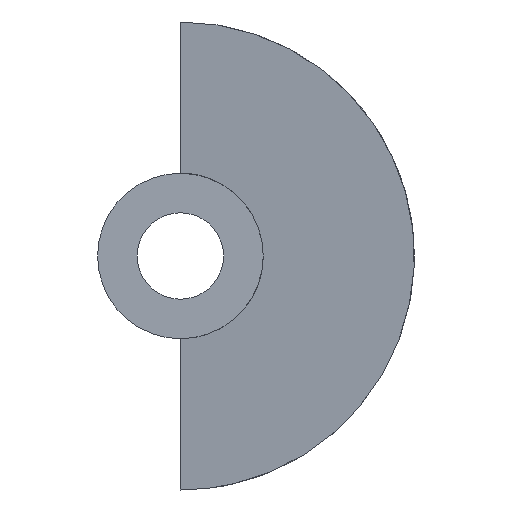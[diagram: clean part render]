
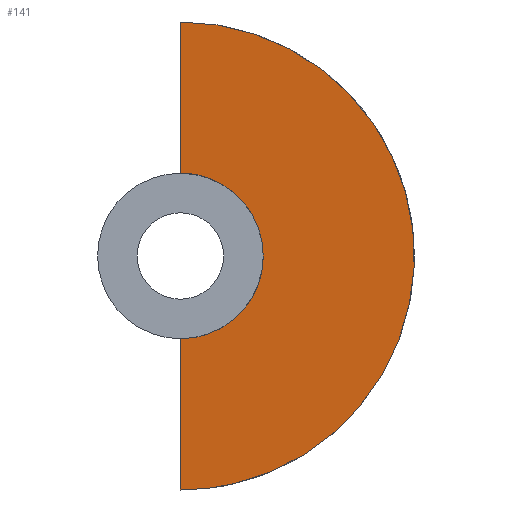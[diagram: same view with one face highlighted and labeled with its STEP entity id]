
A CAD part, left-side view. The second image highlights one B-rep face of the part: STEP entity #141.
In plain terms, the highlighted planar face has unit normal (-0.997, 0, -0.077).
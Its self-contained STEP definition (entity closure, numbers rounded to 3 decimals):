
#77=VERTEX_POINT('',#197);
#119=VERTEX_POINT('',#242);
#139=EDGE_CURVE('',#167,#119,#264,.T.);
#141=ADVANCED_FACE('',(#266),#267,.F.);
#143=EDGE_CURVE('',#171,#165,#269,.T.);
#155=EDGE_CURVE('',#77,#171,#283,.T.);
#163=EDGE_CURVE('',#119,#77,#291,.T.);
#165=VERTEX_POINT('',#293);
#167=VERTEX_POINT('',#295);
#171=VERTEX_POINT('',#299);
#173=EDGE_CURVE('',#165,#167,#301,.T.);
#197=CARTESIAN_POINT('',(-7.5,-11.5,0.));
#242=CARTESIAN_POINT('',(-6.615,0.,-11.5));
#264=LINE('',#406,#407);
#266=FACE_OUTER_BOUND('',#409,.T.);
#267=PLANE('',#410);
#269=LINE('',#413,#414);
#283=ELLIPSE('',#432,11.534,11.5);
#291=ELLIPSE('',#444,11.534,11.5);
#293=CARTESIAN_POINT('',(-10.0,0.0,32.5));
#295=CARTESIAN_POINT('',(-5.,0.,-32.5));
#299=CARTESIAN_POINT('',(-8.385,0.,11.5));
#301=ELLIPSE('',#456,32.596,32.5);
#406=CARTESIAN_POINT('',(-7.485,0.,-0.191));
#407=VECTOR('',#537,1.0);
#409=EDGE_LOOP('',(#539,#540,#541,#542,#543));
#410=AXIS2_PLACEMENT_3D('',#544,#545,#546);
#413=CARTESIAN_POINT('',(-9.168,0.,21.679));
#414=VECTOR('',#547,1.0);
#432=AXIS2_PLACEMENT_3D('',#572,#573,#574);
#444=AXIS2_PLACEMENT_3D('',#579,#580,#581);
#456=AXIS2_PLACEMENT_3D('',#585,#586,#587);
#537=DIRECTION('',(-0.077,0.,0.997));
#539=ORIENTED_EDGE('',*,*,#173,.F.);
#540=ORIENTED_EDGE('',*,*,#143,.F.);
#541=ORIENTED_EDGE('',*,*,#155,.F.);
#542=ORIENTED_EDGE('',*,*,#163,.F.);
#543=ORIENTED_EDGE('',*,*,#139,.F.);
#544=CARTESIAN_POINT('',(-10.0,0.,32.5));
#545=DIRECTION('',(0.997,0.,0.077));
#546=DIRECTION('',(0.0,1.0,0.));
#547=DIRECTION('',(-0.077,0.,0.997));
#572=CARTESIAN_POINT('',(-7.5,0.,0.));
#573=DIRECTION('',(-0.997,0.,-0.077));
#574=DIRECTION('',(-0.077,0.,0.997));
#579=CARTESIAN_POINT('',(-7.5,0.,0.));
#580=DIRECTION('',(-0.997,0.,-0.077));
#581=DIRECTION('',(-0.077,0.,0.997));
#585=CARTESIAN_POINT('',(-7.5,0.,0.));
#586=DIRECTION('',(0.997,0.,0.077));
#587=DIRECTION('',(0.077,0.,-0.997));
